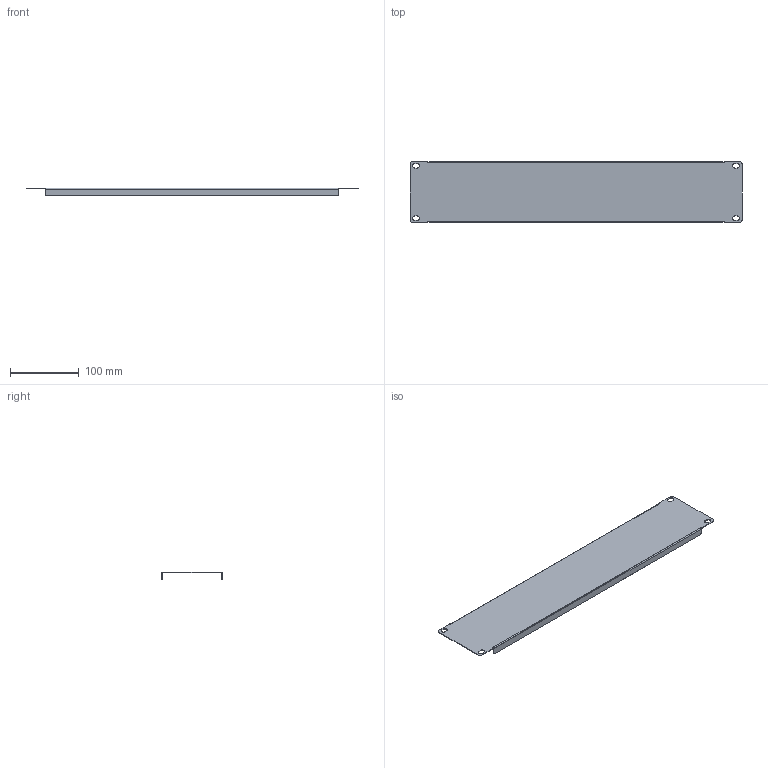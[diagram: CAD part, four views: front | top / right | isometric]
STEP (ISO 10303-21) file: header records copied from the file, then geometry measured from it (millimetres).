
FILE_DESCRIPTION (( 'STEP AP214' ), '1' );
FILE_NAME ('LC-SWM2UPNL-W_LC_3D.step', '2023-06-23T21:33:00', ( '' ), ( '' ), 'SwSTEP 2.0', 'SolidWorks 2022', '' );
FILE_SCHEMA (( 'AUTOMOTIVE_DESIGN' ));
Length unit declared in the file: millimetre
Products named in the file (1): LC-SWM2UPNL-W_LC_3D
Bounding box: 482.5 x 88.05 x 11 mm (x, y, z)
Volume: 50399 mm3; surface area: 102094.5 mm2
Topology: 1 solids, 1 shells, 62 faces, 164 edges, 104 vertices
Faces by surface type: plane 34, cylinder 28
Entity records: 1966 total; most frequent: DIRECTION 346, CARTESIAN_POINT 331, ORIENTED_EDGE 328, EDGE_CURVE 164, AXIS2_PLACEMENT_3D 119, LINE 108, VECTOR 108, VERTEX_POINT 104
